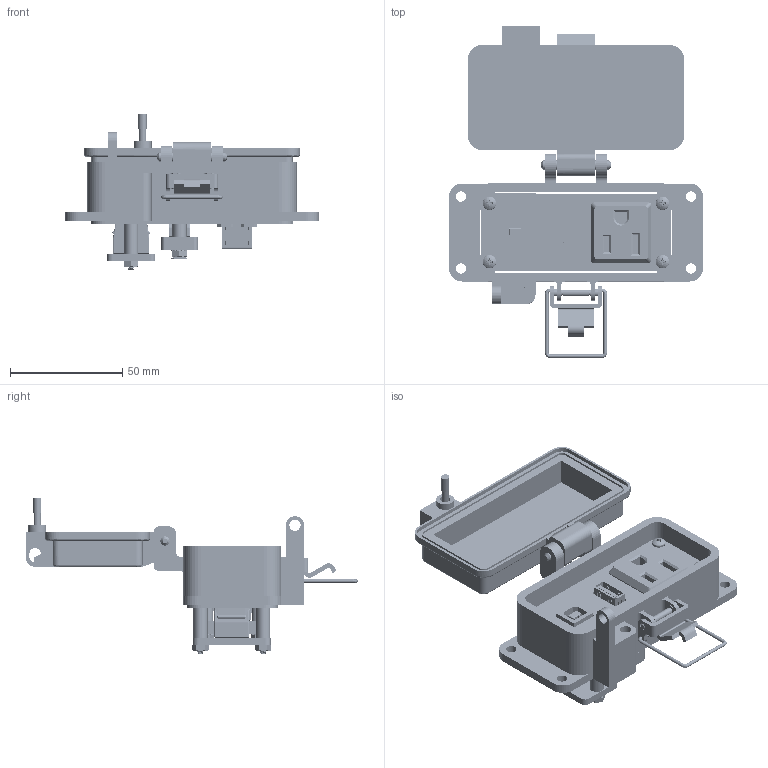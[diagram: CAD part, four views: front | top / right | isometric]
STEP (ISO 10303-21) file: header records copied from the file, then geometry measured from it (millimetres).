
FILE_DESCRIPTION (( 'STEP AP203' ), '1' );
FILE_NAME ('P-P22P27-F3R0_3D.STEP', '2021-02-08T15:02:27', ( '' ), ( '' ), 'SwSTEP 2.0', 'SolidWorks 2019', '' );
FILE_SCHEMA (( 'CONFIG_CONTROL_DESIGN' ));
Length unit declared in the file: millimetre
Products named in the file (20): Z-001-SPR_3_4; Z-300-USB-A-FF; 92005A124_METRIC PAN HEAD PHILLIPS MACHINE SCREW_92005A124; Z-001-SPR_1_2; P-P22P27-F3R0_TP240_6; Z-000-440112FH_90273A119; P-P22P27-F3R0_FP060_1; Z-300-USB-B-FF; P-P22P27-F3R0_BP180_1; Z-002-4401_4HN_90675A005; P22; -F3; Z-200-OTLT-R0SQ; Z-001-SPR_9_16; R; Z-H-F3_B; Z-000-44011_4FH_90273A117; P-P22P27-F3R0_3D; P-P22P27-F3R0_TP120_1; P27
Assembly tree (30 placements, depth 3):
  P-P22P27-F3R0_3D
    P-P22P27-F3R0_BP180_1
    P27
      Z-300-USB-B-FF
    P-P22P27-F3R0_TP120_1
    Z-000-440112FH_90273A119  x2
    Z-002-4401_4HN_90675A005  x4
    Z-001-SPR_1_2  x2
    Z-001-SPR_9_16  x2
    P22
      Z-300-USB-A-FF
    P-P22P27-F3R0_TP240_6
    Z-000-44011_4FH_90273A117  x2
    Z-001-SPR_3_4  x2
    P-P22P27-F3R0_FP060_1
    R
      Z-200-OTLT-R0SQ
    -F3
      Z-H-F3_B
    92005A124_METRIC PAN HEAD PHILLIPS MACHINE SCREW_92005A124  x4
Bounding box: 113 x 147.61 x 69.64 mm (x, y, z)
Volume: 103836.8 mm3; surface area: 81257.9 mm2
Topology: 35 solids, 35 shells, 3503 faces, 9879 edges, 6494 vertices
Faces by surface type: cylinder 1880, plane 1096, bspline 274, cone 209, sphere 24, torus 20
Entity records: 90553 total; most frequent: CARTESIAN_POINT 36080, ORIENTED_EDGE 12184, DIRECTION 9307, EDGE_CURVE 6092, VERTEX_POINT 4009, VECTOR 3495, LINE 3495, AXIS2_PLACEMENT_3D 2906
